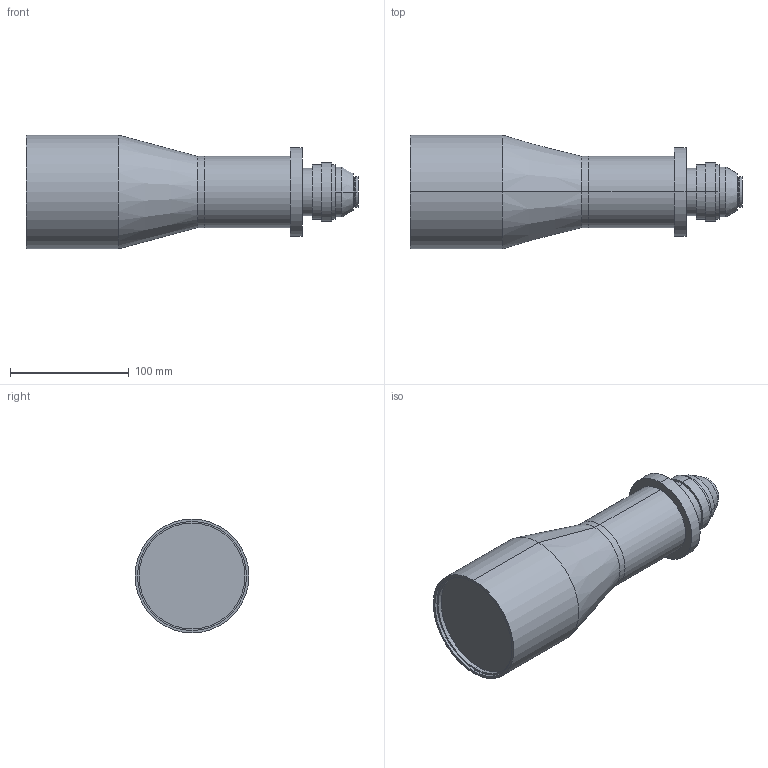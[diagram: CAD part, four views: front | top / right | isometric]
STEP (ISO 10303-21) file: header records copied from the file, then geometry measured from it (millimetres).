
FILE_DESCRIPTION (( 'STEP AP203' ), '1' );
FILE_NAME ('S5LPJ6022_01.STEP', '2017-03-09T07:51:04', ( 'poweredge' ), ( 'Hewlett-Packard Company' ), 'SwSTEP 2.0', 'SolidWorks 2016', '' );
FILE_SCHEMA (( 'CONFIG_CONTROL_DESIGN' ));
Length unit declared in the file: millimetre
Products named in the file (1): S5LPJ6022_01
Bounding box: 279.99 x 96 x 96 mm (x, y, z)
Volume: 1178962.2 mm3; surface area: 80109 mm2
Topology: 1 solids, 1 shells, 59 faces, 116 edges, 72 vertices
Faces by surface type: cylinder 30, plane 15, cone 8, torus 6
Entity records: 1617 total; most frequent: DIRECTION 314, CARTESIAN_POINT 248, ORIENTED_EDGE 232, AXIS2_PLACEMENT_3D 138, EDGE_CURVE 116, CIRCLE 78, VERTEX_POINT 72, EDGE_LOOP 72
